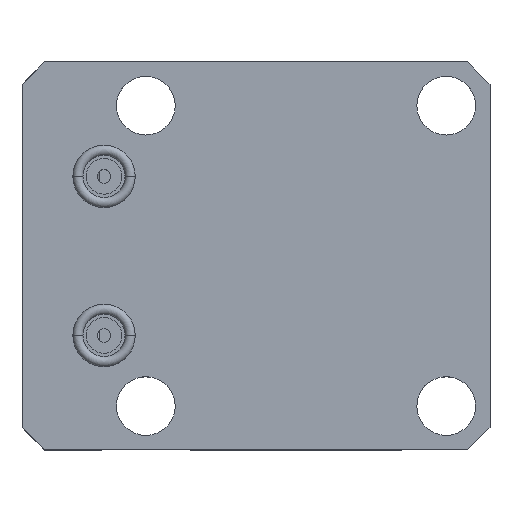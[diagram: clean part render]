
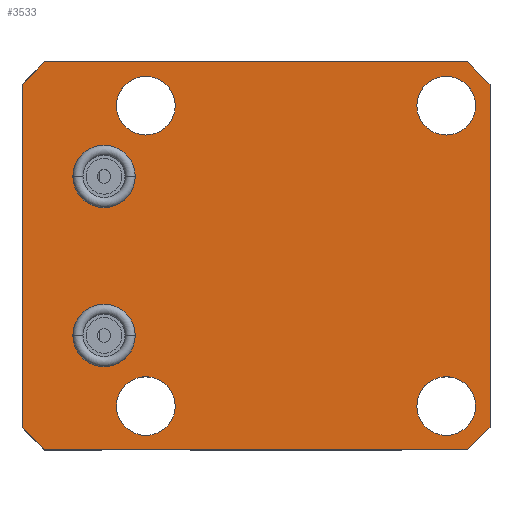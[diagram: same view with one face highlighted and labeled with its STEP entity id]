
A CAD part, top view. The second image highlights one B-rep face of the part: STEP entity #3533.
In plain terms, the highlighted planar face has unit normal (0, 0, 1).
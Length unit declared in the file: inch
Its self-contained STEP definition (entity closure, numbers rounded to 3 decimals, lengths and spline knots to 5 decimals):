
#806=CARTESIAN_POINT('',(1.08,-1.08,0.985));
#807=DIRECTION('',(0.,0.,-1.));
#808=DIRECTION('',(1.,0.,0.));
#809=AXIS2_PLACEMENT_3D('',#806,#807,#808);
#814=CARTESIAN_POINT('',(1.08,-1.08,0.985));
#815=DIRECTION('',(0.,0.,-1.));
#816=DIRECTION('',(-1.,0.,0.));
#817=AXIS2_PLACEMENT_3D('',#814,#815,#816);
#822=CARTESIAN_POINT('',(1.08,1.08,0.985));
#823=DIRECTION('',(0.,0.,-1.));
#824=DIRECTION('',(1.,0.,0.));
#825=AXIS2_PLACEMENT_3D('',#822,#823,#824);
#830=CARTESIAN_POINT('',(1.08,1.08,0.985));
#831=DIRECTION('',(0.,0.,-1.));
#832=DIRECTION('',(-1.,0.,0.));
#833=AXIS2_PLACEMENT_3D('',#830,#831,#832);
#838=CARTESIAN_POINT('',(-1.08,-1.08,0.985));
#839=DIRECTION('',(0.,0.,-1.));
#840=DIRECTION('',(1.,0.,0.));
#841=AXIS2_PLACEMENT_3D('',#838,#839,#840);
#846=CARTESIAN_POINT('',(-1.08,-1.08,0.985));
#847=DIRECTION('',(0.,0.,-1.));
#848=DIRECTION('',(-1.,0.,0.));
#849=AXIS2_PLACEMENT_3D('',#846,#847,#848);
#854=CARTESIAN_POINT('',(-1.08,1.08,0.985));
#855=DIRECTION('',(0.,0.,-1.));
#856=DIRECTION('',(1.,0.,0.));
#857=AXIS2_PLACEMENT_3D('',#854,#855,#856);
#862=CARTESIAN_POINT('',(-1.08,1.08,0.985));
#863=DIRECTION('',(0.,0.,-1.));
#864=DIRECTION('',(-1.,0.,0.));
#865=AXIS2_PLACEMENT_3D('',#862,#863,#864);
#870=CARTESIAN_POINT('',(-1.381,-0.572,0.985));
#871=DIRECTION('',(0.,0.,1.));
#872=DIRECTION('',(-1.,0.,0.));
#873=AXIS2_PLACEMENT_3D('',#870,#871,#872);
#878=CARTESIAN_POINT('',(-1.381,-0.572,0.985));
#879=DIRECTION('',(0.,0.,1.));
#880=DIRECTION('',(1.,0.,0.));
#881=AXIS2_PLACEMENT_3D('',#878,#879,#880);
#886=CARTESIAN_POINT('',(-1.381,0.572,0.985));
#887=DIRECTION('',(0.,0.,1.));
#888=DIRECTION('',(-1.,0.,0.));
#889=AXIS2_PLACEMENT_3D('',#886,#887,#888);
#894=CARTESIAN_POINT('',(-1.381,0.572,0.985));
#895=DIRECTION('',(0.,0.,1.));
#896=DIRECTION('',(1.,0.,0.));
#897=AXIS2_PLACEMENT_3D('',#894,#895,#896);
#902=DIRECTION('',(0.,-1.,0.));
#903=VECTOR('',#902,2.47);
#904=CARTESIAN_POINT('',(-1.971,1.235,0.985));
#905=LINE('',#904,#903);
#909=DIRECTION('',(-0.707,-0.707,0.));
#910=VECTOR('',#909,0.22627);
#911=CARTESIAN_POINT('',(-1.811,1.395,0.985));
#912=LINE('',#911,#910);
#916=DIRECTION('',(-1.,0.,0.));
#917=VECTOR('',#916,3.046);
#918=CARTESIAN_POINT('',(1.235,1.395,0.985));
#919=LINE('',#918,#917);
#923=DIRECTION('',(-0.707,0.707,0.));
#924=VECTOR('',#923,0.22627);
#925=CARTESIAN_POINT('',(1.395,1.235,0.985));
#926=LINE('',#925,#924);
#930=DIRECTION('',(0.,1.,0.));
#931=VECTOR('',#930,2.47);
#932=CARTESIAN_POINT('',(1.395,-1.235,0.985));
#933=LINE('',#932,#931);
#937=DIRECTION('',(0.707,0.707,0.));
#938=VECTOR('',#937,0.22627);
#939=CARTESIAN_POINT('',(1.235,-1.395,0.985));
#940=LINE('',#939,#938);
#944=DIRECTION('',(1.,0.,0.));
#945=VECTOR('',#944,3.046);
#946=CARTESIAN_POINT('',(-1.811,-1.395,0.985));
#947=LINE('',#946,#945);
#951=DIRECTION('',(0.707,-0.707,0.));
#952=VECTOR('',#951,0.22627);
#953=CARTESIAN_POINT('',(-1.971,-1.235,0.985));
#954=LINE('',#953,#952);
#2543=CARTESIAN_POINT('',(-1.971,1.235,0.985));
#2544=CARTESIAN_POINT('',(-1.971,-1.235,0.985));
#2545=VERTEX_POINT('',#2543);
#2546=VERTEX_POINT('',#2544);
#2547=CARTESIAN_POINT('',(-1.811,-1.395,0.985));
#2548=CARTESIAN_POINT('',(1.235,-1.395,0.985));
#2549=VERTEX_POINT('',#2547);
#2550=VERTEX_POINT('',#2548);
#2551=CARTESIAN_POINT('',(1.395,-1.235,0.985));
#2552=CARTESIAN_POINT('',(1.395,1.235,0.985));
#2553=VERTEX_POINT('',#2551);
#2554=VERTEX_POINT('',#2552);
#2555=CARTESIAN_POINT('',(1.235,1.395,0.985));
#2556=CARTESIAN_POINT('',(-1.811,1.395,0.985));
#2557=VERTEX_POINT('',#2555);
#2558=VERTEX_POINT('',#2556);
#2583=CARTESIAN_POINT('',(1.291,-1.08,0.985));
#2584=CARTESIAN_POINT('',(0.869,-1.08,0.985));
#2585=VERTEX_POINT('',#2583);
#2586=VERTEX_POINT('',#2584);
#2647=CARTESIAN_POINT('',(-1.6055,-0.572,0.985));
#2648=CARTESIAN_POINT('',(-1.1565,-0.572,0.985));
#2649=VERTEX_POINT('',#2647);
#2650=VERTEX_POINT('',#2648);
#2651=CARTESIAN_POINT('',(-1.6055,0.572,0.985));
#2652=CARTESIAN_POINT('',(-1.1565,0.572,0.985));
#2653=VERTEX_POINT('',#2651);
#2654=VERTEX_POINT('',#2652);
#2747=CARTESIAN_POINT('',(1.291,1.08,0.985));
#2748=CARTESIAN_POINT('',(0.869,1.08,0.985));
#2749=VERTEX_POINT('',#2747);
#2750=VERTEX_POINT('',#2748);
#2751=CARTESIAN_POINT('',(-0.869,-1.08,0.985));
#2752=CARTESIAN_POINT('',(-1.291,-1.08,0.985));
#2753=VERTEX_POINT('',#2751);
#2754=VERTEX_POINT('',#2752);
#2755=CARTESIAN_POINT('',(-0.869,1.08,0.985));
#2756=CARTESIAN_POINT('',(-1.291,1.08,0.985));
#2757=VERTEX_POINT('',#2755);
#2758=VERTEX_POINT('',#2756);
#3478=CARTESIAN_POINT('',(0.,0.,0.985));
#3479=DIRECTION('',(0.,0.,1.));
#3480=DIRECTION('',(1.,0.,0.));
#3481=AXIS2_PLACEMENT_3D('',#3478,#3479,#3480);
#3482=PLANE('',#3481);
#3483=ORIENTED_EDGE('',*,*,#3086,.F.);
#3485=ORIENTED_EDGE('',*,*,#3484,.F.);
#3487=ORIENTED_EDGE('',*,*,#3486,.F.);
#3489=ORIENTED_EDGE('',*,*,#3488,.F.);
#3491=ORIENTED_EDGE('',*,*,#3490,.F.);
#3493=ORIENTED_EDGE('',*,*,#3492,.F.);
#3495=ORIENTED_EDGE('',*,*,#3494,.F.);
#3496=ORIENTED_EDGE('',*,*,#3071,.F.);
#3497=EDGE_LOOP('',(#3483,#3485,#3487,#3489,#3491,#3493,#3495,#3496));
#3498=FACE_OUTER_BOUND('',#3497,.F.);
#3500=ORIENTED_EDGE('',*,*,#3499,.F.);
#3502=ORIENTED_EDGE('',*,*,#3501,.F.);
#3503=EDGE_LOOP('',(#3500,#3502));
#3504=FACE_BOUND('',#3503,.F.);
#3506=ORIENTED_EDGE('',*,*,#3505,.F.);
#3508=ORIENTED_EDGE('',*,*,#3507,.F.);
#3509=EDGE_LOOP('',(#3506,#3508));
#3510=FACE_BOUND('',#3509,.F.);
#3512=ORIENTED_EDGE('',*,*,#3511,.F.);
#3514=ORIENTED_EDGE('',*,*,#3513,.F.);
#3515=EDGE_LOOP('',(#3512,#3514));
#3516=FACE_BOUND('',#3515,.F.);
#3518=ORIENTED_EDGE('',*,*,#3517,.F.);
#3520=ORIENTED_EDGE('',*,*,#3519,.F.);
#3521=EDGE_LOOP('',(#3518,#3520));
#3522=FACE_BOUND('',#3521,.F.);
#3523=ORIENTED_EDGE('',*,*,#3336,.T.);
#3524=ORIENTED_EDGE('',*,*,#3369,.T.);
#3525=EDGE_LOOP('',(#3523,#3524));
#3526=FACE_BOUND('',#3525,.F.);
#3528=ORIENTED_EDGE('',*,*,#3527,.T.);
#3530=ORIENTED_EDGE('',*,*,#3529,.T.);
#3531=EDGE_LOOP('',(#3528,#3530));
#3532=FACE_BOUND('',#3531,.F.);
#3533=ADVANCED_FACE('',(#3498,#3504,#3510,#3516,#3522,#3526,#3532),#3482,.T.);
#810=CIRCLE('',#809,0.211);
#818=CIRCLE('',#817,0.211);
#826=CIRCLE('',#825,0.211);
#834=CIRCLE('',#833,0.211);
#842=CIRCLE('',#841,0.211);
#850=CIRCLE('',#849,0.211);
#858=CIRCLE('',#857,0.211);
#866=CIRCLE('',#865,0.211);
#874=CIRCLE('',#873,0.2245);
#882=CIRCLE('',#881,0.2245);
#890=CIRCLE('',#889,0.2245);
#898=CIRCLE('',#897,0.2245);
#3071=EDGE_CURVE('',#2546,#2549,#954,.T.);
#3086=EDGE_CURVE('',#2545,#2546,#905,.T.);
#3336=EDGE_CURVE('',#2649,#2650,#874,.T.);
#3369=EDGE_CURVE('',#2650,#2649,#882,.T.);
#3484=EDGE_CURVE('',#2558,#2545,#912,.T.);
#3486=EDGE_CURVE('',#2557,#2558,#919,.T.);
#3488=EDGE_CURVE('',#2554,#2557,#926,.T.);
#3490=EDGE_CURVE('',#2553,#2554,#933,.T.);
#3492=EDGE_CURVE('',#2550,#2553,#940,.T.);
#3494=EDGE_CURVE('',#2549,#2550,#947,.T.);
#3499=EDGE_CURVE('',#2585,#2586,#810,.T.);
#3501=EDGE_CURVE('',#2586,#2585,#818,.T.);
#3505=EDGE_CURVE('',#2749,#2750,#826,.T.);
#3507=EDGE_CURVE('',#2750,#2749,#834,.T.);
#3511=EDGE_CURVE('',#2753,#2754,#842,.T.);
#3513=EDGE_CURVE('',#2754,#2753,#850,.T.);
#3517=EDGE_CURVE('',#2757,#2758,#858,.T.);
#3519=EDGE_CURVE('',#2758,#2757,#866,.T.);
#3527=EDGE_CURVE('',#2653,#2654,#890,.T.);
#3529=EDGE_CURVE('',#2654,#2653,#898,.T.);
